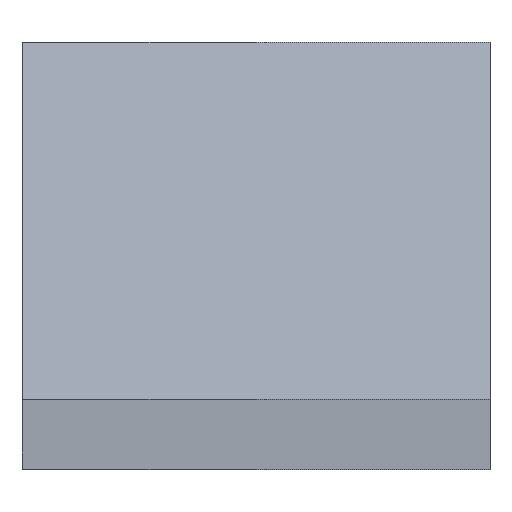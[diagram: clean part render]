
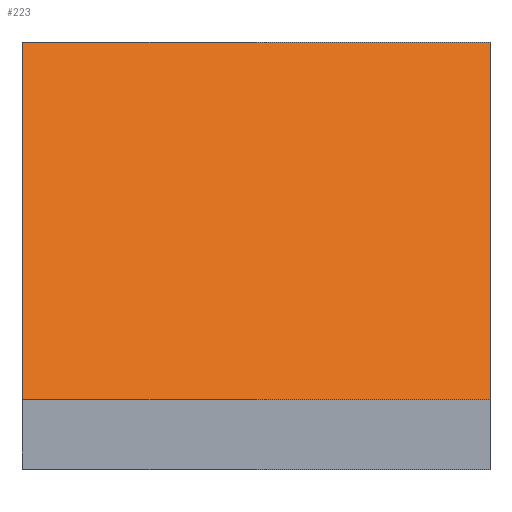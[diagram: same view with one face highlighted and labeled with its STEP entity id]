
A CAD part, top view. The second image highlights one B-rep face of the part: STEP entity #223.
In plain terms, the highlighted planar face has unit normal (0, 0.342, 0.94).
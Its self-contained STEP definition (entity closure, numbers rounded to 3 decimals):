
#27=CARTESIAN_POINT('POINT5',(-975.36,914.4,
   572.078));
#28=VERTEX_POINT('VERTEX5',#27);
#35=CARTESIAN_POINT('POINT6',(-975.36,1697.952,
   286.888));
#36=VERTEX_POINT('VERTEX6',#35);
#37=CARTESIAN_POINT('POS5',(-975.36,914.4,
   572.078));
#38=DIRECTION('DIR5',(0.,0.94,
   -0.342));
#39=VECTOR('VEC5',#38,25.4);
#40=LINE('STRAIGHT5',#37,#39);
#41=EDGE_CURVE('EDGE5',#28,#36,#40,.T.);
#176=CARTESIAN_POINT('POINT14',(50.8,914.4,
   572.078));
#177=VERTEX_POINT('VERTEX14',#176);
#178=CARTESIAN_POINT('POS23',(50.8,914.4,572.078
   ));
#179=DIRECTION('DIR28',(-1.,0.,0.));
#180=VECTOR('VEC18',#179,25.4);
#181=LINE('STRAIGHT18',#178,#180);
#182=EDGE_CURVE('EDGE18',#177,#28,#181,.T.);
#200=CARTESIAN_POINT('POINT15',(50.8,1697.952,
   286.888));
#201=VERTEX_POINT('VERTEX15',#200);
#202=CARTESIAN_POINT('POS26',(50.8,1697.952,
   286.888));
#203=DIRECTION('DIR32',(-1.,0.,0.));
#204=VECTOR('VEC20',#203,25.4);
#205=LINE('STRAIGHT20',#202,#204);
#206=EDGE_CURVE('EDGE20',#201,#36,#205,.T.);
#207=ORIENTED_EDGE('COEDGE29',*,*,#206,.T.);
#208=ORIENTED_EDGE('COEDGE30',*,*,#41,.F.);
#209=ORIENTED_EDGE('COEDGE31',*,*,#182,.F.);
#210=CARTESIAN_POINT('POS27',(50.8,914.4,572.078
   ));
#211=DIRECTION('DIR33',(0.,0.94,
   -0.342));
#212=VECTOR('VEC21',#211,25.4);
#213=LINE('STRAIGHT21',#210,#212);
#214=EDGE_CURVE('EDGE21',#177,#201,#213,.T.);
#215=ORIENTED_EDGE('COEDGE32',*,*,#214,.T.);
#216=EDGE_LOOP('NONE',(#207,#208,#209,#215));
#217=FACE_BOUND('LOOP1',#216,.T.);
#218=CARTESIAN_POINT('POS28',(50.8,914.4,572.078
   ));
#219=DIRECTION('DIR34',(0.,0.342,
   0.94));
#220=DIRECTION('DIR35',(1.,0.,0.));
#221=AXIS2_PLACEMENT_3D('AXIS7',#218,#219,#220);
#222=PLANE('PLANE7',#221);
#223=ADVANCED_FACE('FACE7',(#217),#222,.T.);
